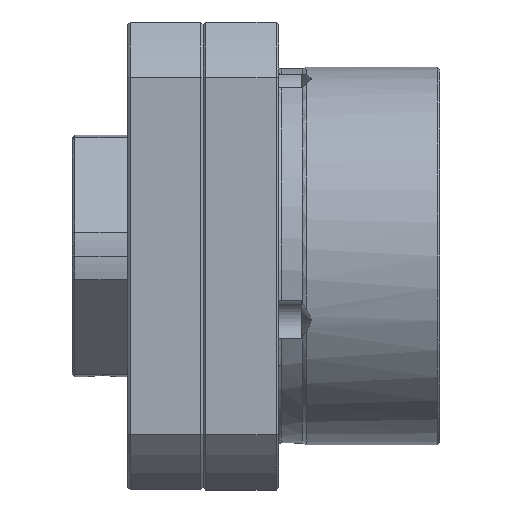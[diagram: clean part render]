
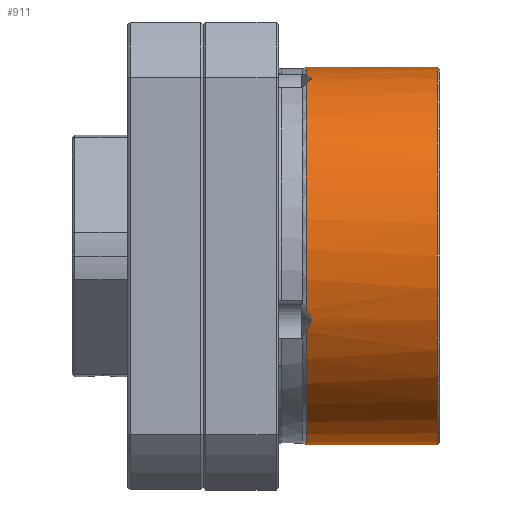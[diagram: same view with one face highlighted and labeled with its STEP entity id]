
A CAD part, front view. The second image highlights one B-rep face of the part: STEP entity #911.
In plain terms, the highlighted cylindrical face has radius 37.5 mm (diameter 75 mm), a partial arc.
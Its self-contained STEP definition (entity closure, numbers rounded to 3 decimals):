
#171 = VERTEX_POINT ( 'NONE', #4512 ) ;
#616 = VERTEX_POINT ( 'NONE', #6627 ) ;
#689 = VERTEX_POINT ( 'NONE', #6735 ) ;
#690 = EDGE_CURVE ( 'NONE', #4071, #689, #6729, .T. ) ;
#896 = ORIENTED_EDGE ( 'NONE', *, *, #7112, .F. ) ;
#897 = EDGE_CURVE ( 'NONE', #903, #7110, #7592, .T. ) ;
#901 = EDGE_CURVE ( 'NONE', #903, #951, #7569, .T. ) ;
#902 = ORIENTED_EDGE ( 'NONE', *, *, #901, .F. ) ;
#903 = VERTEX_POINT ( 'NONE', #7564 ) ;
#904 = ORIENTED_EDGE ( 'NONE', *, *, #897, .T. ) ;
#905 = ORIENTED_EDGE ( 'NONE', *, *, #953, .T. ) ;
#906 = ORIENTED_EDGE ( 'NONE', *, *, #908, .T. ) ;
#907 = ORIENTED_EDGE ( 'NONE', *, *, #4095, .F. ) ;
#908 = EDGE_CURVE ( 'NONE', #171, #616, #7563, .T. ) ;
#910 = EDGE_LOOP ( 'NONE', ( #907, #906, #905, #902, #904, #896, #1737, #1743 ) ) ;
#911 = ADVANCED_FACE ( 'NONE', ( #7613 ), #7612, .T. ) ;
#951 = VERTEX_POINT ( 'NONE', #7650 ) ;
#953 = EDGE_CURVE ( 'NONE', #616, #951, #7715, .T. ) ;
#1717 = EDGE_CURVE ( 'NONE', #7111, #689, #9180, .T. ) ;
#1737 = ORIENTED_EDGE ( 'NONE', *, *, #1717, .T. ) ;
#1743 = ORIENTED_EDGE ( 'NONE', *, *, #690, .F. ) ;
#4071 = VERTEX_POINT ( 'NONE', #13365 ) ;
#4095 = EDGE_CURVE ( 'NONE', #171, #4071, #13438, .T. ) ;
#4512 = CARTESIAN_POINT ( 'NONE',  ( 46.5, 0., -37.5 ) ) ;
#6627 = CARTESIAN_POINT ( 'NONE',  ( 46.5, 0., 37.5 ) ) ;
#6726 = DIRECTION ( 'NONE',  ( 0., 0., 1. ) ) ;
#6727 = DIRECTION ( 'NONE',  ( -1., 0., 0. ) ) ;
#6728 = AXIS2_PLACEMENT_3D ( 'NONE', #6737, #6727, #6726 ) ;
#6729 = CIRCLE ( 'NONE', #6728, 37.5 ) ;
#6735 = CARTESIAN_POINT ( 'NONE',  ( 20.5, -34.365, -15.011 ) ) ;
#6737 = CARTESIAN_POINT ( 'NONE',  ( 20.5, 0., 0. ) ) ;
#7110 = VERTEX_POINT ( 'NONE', #13651 ) ;
#7111 = VERTEX_POINT ( 'NONE', #13650 ) ;
#7112 = EDGE_CURVE ( 'NONE', #7111, #7110, #13649, .T. ) ;
#7563 = CIRCLE ( 'NONE', #7617, 37.5 ) ;
#7564 = CARTESIAN_POINT ( 'NONE',  ( 20.5, -10.59, 35.974 ) ) ;
#7565 = DIRECTION ( 'NONE',  ( 0., 0., 1. ) ) ;
#7566 = DIRECTION ( 'NONE',  ( -1., 0., 0. ) ) ;
#7567 = CARTESIAN_POINT ( 'NONE',  ( 20.5, 0., 0. ) ) ;
#7568 = AXIS2_PLACEMENT_3D ( 'NONE', #7567, #7566, #7565 ) ;
#7569 = CIRCLE ( 'NONE', #7568, 37.5 ) ;
#7571 = CARTESIAN_POINT ( 'NONE',  ( 20.5, -15.011, 34.365 ) ) ;
#7572 = CARTESIAN_POINT ( 'NONE',  ( 20.709, -14.67, 34.513 ) ) ;
#7573 = CARTESIAN_POINT ( 'NONE',  ( 20.915, -14.325, 34.658 ) ) ;
#7574 = CARTESIAN_POINT ( 'NONE',  ( 21.188, -13.789, 34.873 ) ) ;
#7575 = CARTESIAN_POINT ( 'NONE',  ( 21.273, -13.608, 34.944 ) ) ;
#7576 = CARTESIAN_POINT ( 'NONE',  ( 21.373, -13.326, 35.053 ) ) ;
#7577 = CARTESIAN_POINT ( 'NONE',  ( 21.401, -13.23, 35.089 ) ) ;
#7578 = CARTESIAN_POINT ( 'NONE',  ( 21.441, -13.032, 35.163 ) ) ;
#7579 = CARTESIAN_POINT ( 'NONE',  ( 21.452, -12.931, 35.2 ) ) ;
#7580 = CARTESIAN_POINT ( 'NONE',  ( 21.454, -12.632, 35.309 ) ) ;
#7581 = CARTESIAN_POINT ( 'NONE',  ( 21.409, -12.43, 35.38 ) ) ;
#7582 = CARTESIAN_POINT ( 'NONE',  ( 21.277, -12.046, 35.513 ) ) ;
#7583 = CARTESIAN_POINT ( 'NONE',  ( 21.191, -11.86, 35.576 ) ) ;
#7584 = CARTESIAN_POINT ( 'NONE',  ( 20.916, -11.307, 35.757 ) ) ;
#7585 = CARTESIAN_POINT ( 'NONE',  ( 20.71, -10.949, 35.868 ) ) ;
#7586 = CARTESIAN_POINT ( 'NONE',  ( 20.5, -10.59, 35.974 ) ) ;
#7592 = B_SPLINE_CURVE_WITH_KNOTS ( 'NONE', 3,
 ( #7586, #7585, #7584, #7583, #7582, #7581, #7580, #7579, #7578, #7577, #7576, #7575, #7574, #7573, #7572, #7571 ),
 .UNSPECIFIED., .F., .F.,
 ( 4, 2, 2, 2, 2, 2, 2, 4 ),
 ( 0., 0.001, 0.002, 0.003, 0.003, 0.003, 0.004, 0.005 ),
 .UNSPECIFIED. ) ;
#7607 = DIRECTION ( 'NONE',  ( 0., 0., 1. ) ) ;
#7608 = DIRECTION ( 'NONE',  ( -1., 0., 0. ) ) ;
#7609 = CARTESIAN_POINT ( 'NONE',  ( -94.469, 0., 0. ) ) ;
#7610 = AXIS2_PLACEMENT_3D ( 'NONE', #7609, #7608, #7607 ) ;
#7612 = CYLINDRICAL_SURFACE ( 'NONE', #7610, 37.5 ) ;
#7613 = FACE_OUTER_BOUND ( 'NONE', #910, .T. ) ;
#7614 = DIRECTION ( 'NONE',  ( 0., 0., 1. ) ) ;
#7615 = DIRECTION ( 'NONE',  ( -1., 0., 0. ) ) ;
#7616 = CARTESIAN_POINT ( 'NONE',  ( 46.5, 0., 0. ) ) ;
#7617 = AXIS2_PLACEMENT_3D ( 'NONE', #7616, #7615, #7614 ) ;
#7650 = CARTESIAN_POINT ( 'NONE',  ( 20.5, 0., 37.5 ) ) ;
#7712 = DIRECTION ( 'NONE',  ( -1., 0., 0. ) ) ;
#7713 = VECTOR ( 'NONE', #7712, 1000. ) ;
#7714 = CARTESIAN_POINT ( 'NONE',  ( -94.469, 0., 37.5 ) ) ;
#7715 = LINE ( 'NONE', #7714, #7713 ) ;
#9180 = B_SPLINE_CURVE_WITH_KNOTS ( 'NONE', 3,
 ( #9186, #9185, #9184, #9183, #9182, #9239, #9238, #9237, #9236, #9235, #9234, #9233, #9232, #9231, #9230, #9229 ),
 .UNSPECIFIED., .F., .F.,
 ( 4, 2, 2, 2, 2, 2, 2, 4 ),
 ( 0., 0.001, 0.002, 0.003, 0.003, 0.003, 0.004, 0.005 ),
 .UNSPECIFIED. ) ;
#9182 = CARTESIAN_POINT ( 'NONE',  ( 21.277, -35.513, -12.046 ) ) ;
#9183 = CARTESIAN_POINT ( 'NONE',  ( 21.191, -35.576, -11.86 ) ) ;
#9184 = CARTESIAN_POINT ( 'NONE',  ( 20.916, -35.757, -11.307 ) ) ;
#9185 = CARTESIAN_POINT ( 'NONE',  ( 20.71, -35.868, -10.949 ) ) ;
#9186 = CARTESIAN_POINT ( 'NONE',  ( 20.5, -35.974, -10.59 ) ) ;
#9229 = CARTESIAN_POINT ( 'NONE',  ( 20.5, -34.365, -15.011 ) ) ;
#9230 = CARTESIAN_POINT ( 'NONE',  ( 20.709, -34.513, -14.67 ) ) ;
#9231 = CARTESIAN_POINT ( 'NONE',  ( 20.915, -34.658, -14.325 ) ) ;
#9232 = CARTESIAN_POINT ( 'NONE',  ( 21.188, -34.873, -13.789 ) ) ;
#9233 = CARTESIAN_POINT ( 'NONE',  ( 21.273, -34.944, -13.608 ) ) ;
#9234 = CARTESIAN_POINT ( 'NONE',  ( 21.373, -35.053, -13.326 ) ) ;
#9235 = CARTESIAN_POINT ( 'NONE',  ( 21.401, -35.089, -13.23 ) ) ;
#9236 = CARTESIAN_POINT ( 'NONE',  ( 21.441, -35.163, -13.032 ) ) ;
#9237 = CARTESIAN_POINT ( 'NONE',  ( 21.452, -35.2, -12.931 ) ) ;
#9238 = CARTESIAN_POINT ( 'NONE',  ( 21.454, -35.309, -12.632 ) ) ;
#9239 = CARTESIAN_POINT ( 'NONE',  ( 21.409, -35.38, -12.43 ) ) ;
#13365 = CARTESIAN_POINT ( 'NONE',  ( 20.5, 0., -37.5 ) ) ;
#13435 = DIRECTION ( 'NONE',  ( -1., 0., 0. ) ) ;
#13436 = VECTOR ( 'NONE', #13435, 1000. ) ;
#13437 = CARTESIAN_POINT ( 'NONE',  ( -94.469, 0., -37.5 ) ) ;
#13438 = LINE ( 'NONE', #13437, #13436 ) ;
#13645 = DIRECTION ( 'NONE',  ( 0., 0., 1. ) ) ;
#13646 = DIRECTION ( 'NONE',  ( -1., 0., 0. ) ) ;
#13647 = CARTESIAN_POINT ( 'NONE',  ( 20.5, 0., 0. ) ) ;
#13648 = AXIS2_PLACEMENT_3D ( 'NONE', #13647, #13646, #13645 ) ;
#13649 = CIRCLE ( 'NONE', #13648, 37.5 ) ;
#13650 = CARTESIAN_POINT ( 'NONE',  ( 20.5, -35.974, -10.59 ) ) ;
#13651 = CARTESIAN_POINT ( 'NONE',  ( 20.5, -15.011, 34.365 ) ) ;
